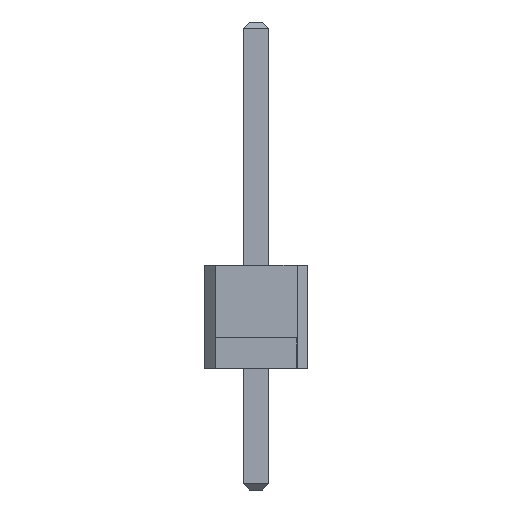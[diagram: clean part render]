
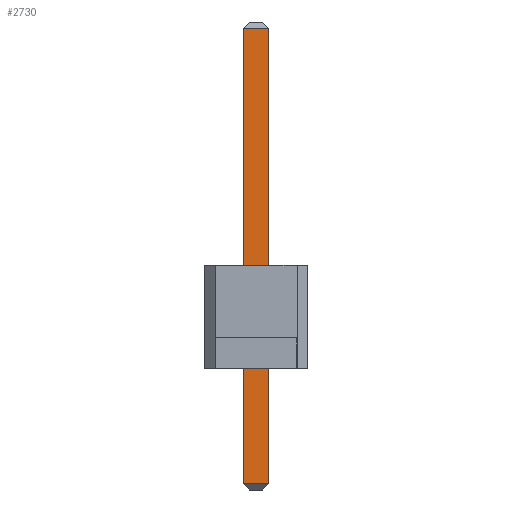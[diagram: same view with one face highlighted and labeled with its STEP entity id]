
A CAD part, front view. The second image highlights one B-rep face of the part: STEP entity #2730.
In plain terms, the highlighted planar face has unit normal (0, -1, 0).
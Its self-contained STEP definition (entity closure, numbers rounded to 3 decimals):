
#80=FACE_OUTER_BOUND('',#248,.T.);
#248=EDGE_LOOP('',(#1921,#1922,#1923,#1924));
#449=LINE('',#3882,#829);
#456=LINE('',#3895,#836);
#465=LINE('',#3913,#845);
#468=LINE('',#3918,#848);
#829=VECTOR('',#3153,10.);
#836=VECTOR('',#3166,10.);
#845=VECTOR('',#3183,10.);
#848=VECTOR('',#3190,10.);
#1186=VERTEX_POINT('',#3865);
#1191=VERTEX_POINT('',#3876);
#1195=VERTEX_POINT('',#3894);
#1200=VERTEX_POINT('',#3908);
#1449=EDGE_CURVE('',#1186,#1191,#449,.T.);
#1456=EDGE_CURVE('',#1195,#1191,#456,.T.);
#1465=EDGE_CURVE('',#1195,#1200,#465,.T.);
#1468=EDGE_CURVE('',#1186,#1200,#468,.T.);
#1921=ORIENTED_EDGE('',*,*,#1449,.F.);
#1922=ORIENTED_EDGE('',*,*,#1468,.T.);
#1923=ORIENTED_EDGE('',*,*,#1465,.F.);
#1924=ORIENTED_EDGE('',*,*,#1456,.T.);
#2565=PLANE('',#2918);
#2730=ADVANCED_FACE('',(#80),#2565,.T.);
#2918=AXIS2_PLACEMENT_3D('',#3920,#3193,#3194);
#3153=DIRECTION('',(-1.,0.,0.));
#3166=DIRECTION('',(0.,0.,-1.));
#3183=DIRECTION('',(1.,0.,0.));
#3190=DIRECTION('',(0.,0.,1.));
#3193=DIRECTION('center_axis',(0.,-1.,0.));
#3194=DIRECTION('ref_axis',(0.,0.,-1.));
#3865=CARTESIAN_POINT('',(0.32,-5.4,-2.85));
#3876=CARTESIAN_POINT('',(-0.32,-5.4,-2.85));
#3882=CARTESIAN_POINT('',(0.16,-5.4,-2.85));
#3894=CARTESIAN_POINT('',(-0.32,-5.4,8.39));
#3895=CARTESIAN_POINT('',(-0.32,-5.4,-3.));
#3908=CARTESIAN_POINT('',(0.32,-5.4,8.39));
#3913=CARTESIAN_POINT('',(-0.16,-5.4,8.39));
#3918=CARTESIAN_POINT('',(0.32,-5.4,8.54));
#3920=CARTESIAN_POINT('Origin',(0.,-5.4,2.77));
